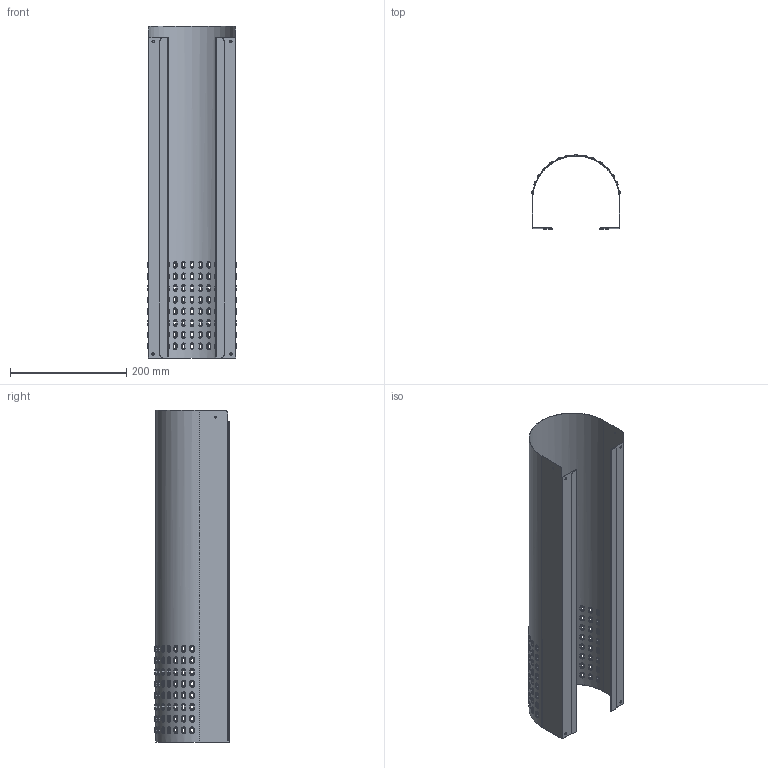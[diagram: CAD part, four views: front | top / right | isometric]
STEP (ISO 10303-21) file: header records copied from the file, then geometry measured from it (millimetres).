
FILE_DESCRIPTION(/* description */ ('Teknikmodul VT100 Tilluft'),/* implementation_level */ '2;1');
FILE_NAME(/* name */ 'HINT-TM-073.stp',/* time_stamp */ '2016-02-15T12:35:32+01:00',/* author */ ('John'),/* organization */ (''),/* preprocessor_version */ 'ST-DEVELOPER v15.6',/* originating_system */ 'Autodesk Inventor 2015',/* authorisation */ '');
FILE_SCHEMA (('AUTOMOTIVE_DESIGN { 1 0 10303 214 3 1 1 }'));
Products named in the file (1): HINT-TM-073
Bounding box: 152.06 x 128.2 x 570 mm (x, y, z)
Volume: 123445.3 mm3; surface area: 488256.9 mm2
Topology: 1 solids, 1 shells, 2102 faces, 4946 edges, 2966 vertices
Faces by surface type: bspline 1440, plane 520, cylinder 142
Full cylindrical faces by diameter (mm): 2.5 x2, 4 x4
Entity records: 111974 total; most frequent: CARTESIAN_POINT 72985, ORIENTED_EDGE 9868, EDGE_CURVE 4934, DIRECTION 3904, VERTEX_POINT 2960, LINE 2490, VECTOR 2490, EDGE_LOOP 2480
